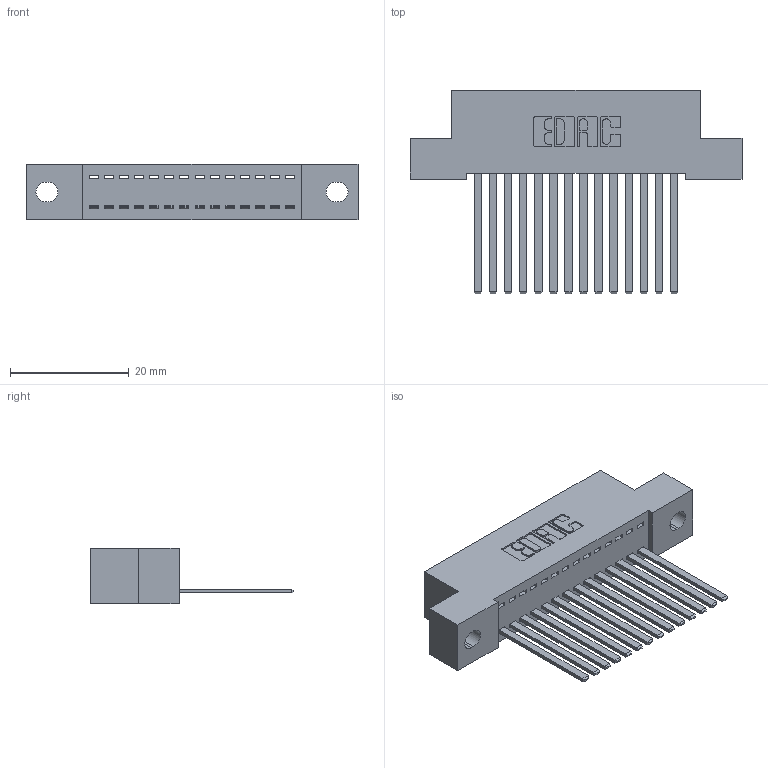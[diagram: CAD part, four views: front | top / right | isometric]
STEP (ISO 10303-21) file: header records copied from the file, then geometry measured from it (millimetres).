
FILE_DESCRIPTION (( 'STEP AP203' ), '1' );
FILE_NAME ('342-014-544-102.STEP', '2019-10-01T17:59:02', ( '' ), ( '' ), 'SwSTEP 2.0', 'SolidWorks 2016', '' );
FILE_SCHEMA (( 'CONFIG_CONTROL_DESIGN' ));
Length unit declared in the file: inch
Products named in the file (3): 345-292-001_345-293-144; 342-014-544-102; 342 Part_.128 Slot
Assembly tree (15 placements, depth 2):
  342-014-544-102
    342 Part_.128 Slot
    345-292-001_345-293-144  x14
Bounding box: 55.88 x 34.3 x 9.4 mm (x, y, z)
Volume: 4906.4 mm3; surface area: 6903.1 mm2
Topology: 15 solids, 15 shells, 842 faces, 2523 edges, 1662 vertices
Faces by surface type: plane 602, cylinder 240
Entity records: 11999 total; most frequent: CARTESIAN_POINT 2080, ORIENTED_EDGE 2030, DIRECTION 1807, EDGE_CURVE 1015, VECTOR 891, LINE 891, VERTEX_POINT 674, AXIS2_PLACEMENT_3D 458
